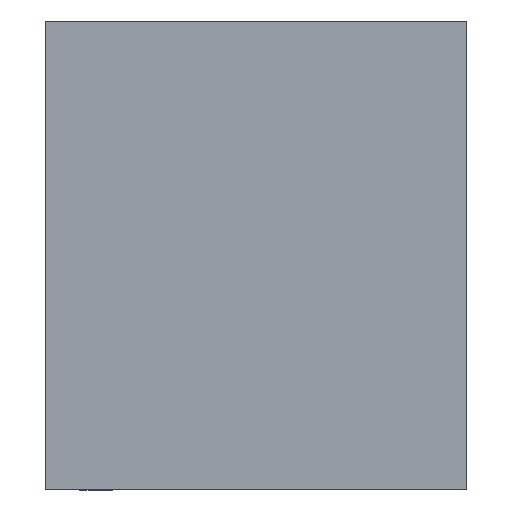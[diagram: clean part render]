
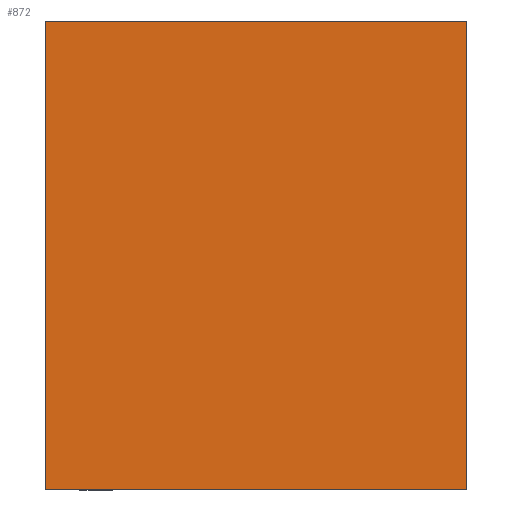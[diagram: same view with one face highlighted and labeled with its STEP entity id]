
A CAD part, left-side view. The second image highlights one B-rep face of the part: STEP entity #872.
In plain terms, the highlighted free-form (B-spline) face has degree [1, 1] with [2, 2] control points.
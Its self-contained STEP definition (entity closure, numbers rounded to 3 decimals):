
#73 = CARTESIAN_POINT ( 'NONE',  ( 2358.652, 1948.995, 10. ) ) ;
#79 = VERTEX_POINT ( 'NONE', #258 ) ;
#112 = ORIENTED_EDGE ( 'NONE', *, *, #474, .F. ) ;
#119 = B_SPLINE_CURVE_WITH_KNOTS ( 'NONE', 1,
 ( #390, #73 ),
 .UNSPECIFIED., .F., .F.,
 ( 2, 2 ),
 ( 0., 1. ),
 .UNSPECIFIED. ) ;
#142 = B_SPLINE_SURFACE_WITH_KNOTS ( 'NONE', 1, 1, ( 
 ( #796, #232 ),
 ( #713, #879 ) ),
 .UNSPECIFIED., .F., .F., .F.,
 ( 2, 2 ),
 ( 2, 2 ),
 ( -10.4, 10.4 ),
 ( -9.36, 9.36 ),
 .UNSPECIFIED. ) ;
#154 = CARTESIAN_POINT ( 'NONE',  ( 2358.652, 1948.995, -10. ) ) ;
#174 = ORIENTED_EDGE ( 'NONE', *, *, #381, .T. ) ;
#194 = B_SPLINE_CURVE_WITH_KNOTS ( 'NONE', 1,
 ( #252, #416 ),
 .UNSPECIFIED., .F., .F.,
 ( 2, 2 ),
 ( 0., 1. ),
 .UNSPECIFIED. ) ;
#232 = CARTESIAN_POINT ( 'NONE',  ( 2358.652, 1967.355, 10.4 ) ) ;
#249 = VERTEX_POINT ( 'NONE', #447 ) ;
#252 = CARTESIAN_POINT ( 'NONE',  ( 2358.652, 1948.995, 10. ) ) ;
#254 = CARTESIAN_POINT ( 'NONE',  ( 2358.652, 1966.995, 10. ) ) ;
#258 = CARTESIAN_POINT ( 'NONE',  ( 2358.652, 1948.995, 10. ) ) ;
#284 = CARTESIAN_POINT ( 'NONE',  ( 2358.652, 1966.995, -10. ) ) ;
#287 = B_SPLINE_CURVE_WITH_KNOTS ( 'NONE', 1,
 ( #284, #839 ),
 .UNSPECIFIED., .F., .F.,
 ( 2, 2 ),
 ( 0., 1. ),
 .UNSPECIFIED. ) ;
#351 = EDGE_LOOP ( 'NONE', ( #174, #749, #112, #379 ) ) ;
#379 = ORIENTED_EDGE ( 'NONE', *, *, #680, .T. ) ;
#381 = EDGE_CURVE ( 'NONE', #404, #79, #119, .T. ) ;
#390 = CARTESIAN_POINT ( 'NONE',  ( 2358.652, 1948.995, -10. ) ) ;
#404 = VERTEX_POINT ( 'NONE', #154 ) ;
#416 = CARTESIAN_POINT ( 'NONE',  ( 2358.652, 1966.995, 10. ) ) ;
#447 = CARTESIAN_POINT ( 'NONE',  ( 2358.652, 1966.995, 10. ) ) ;
#474 = EDGE_CURVE ( 'NONE', #992, #249, #658, .T. ) ;
#529 = FACE_OUTER_BOUND ( 'NONE', #351, .T. ) ;
#658 = B_SPLINE_CURVE_WITH_KNOTS ( 'NONE', 1,
 ( #894, #254 ),
 .UNSPECIFIED., .F., .F.,
 ( 2, 2 ),
 ( 0., 1. ),
 .UNSPECIFIED. ) ;
#660 = CARTESIAN_POINT ( 'NONE',  ( 2358.652, 1966.995, -10. ) ) ;
#680 = EDGE_CURVE ( 'NONE', #992, #404, #287, .T. ) ;
#713 = CARTESIAN_POINT ( 'NONE',  ( 2358.652, 1948.635, -10.4 ) ) ;
#749 = ORIENTED_EDGE ( 'NONE', *, *, #944, .T. ) ;
#796 = CARTESIAN_POINT ( 'NONE',  ( 2358.652, 1948.635, 10.4 ) ) ;
#839 = CARTESIAN_POINT ( 'NONE',  ( 2358.652, 1948.995, -10. ) ) ;
#872 = ADVANCED_FACE ( 'NONE', ( #529 ), #142, .F. ) ;
#879 = CARTESIAN_POINT ( 'NONE',  ( 2358.652, 1967.355, -10.4 ) ) ;
#894 = CARTESIAN_POINT ( 'NONE',  ( 2358.652, 1966.995, -10. ) ) ;
#944 = EDGE_CURVE ( 'NONE', #79, #249, #194, .T. ) ;
#992 = VERTEX_POINT ( 'NONE', #660 ) ;
